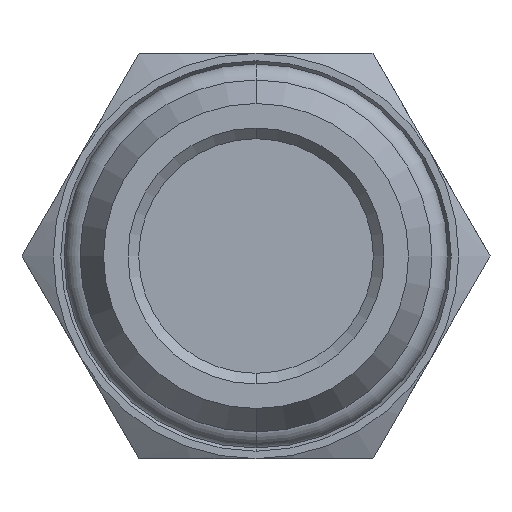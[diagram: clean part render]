
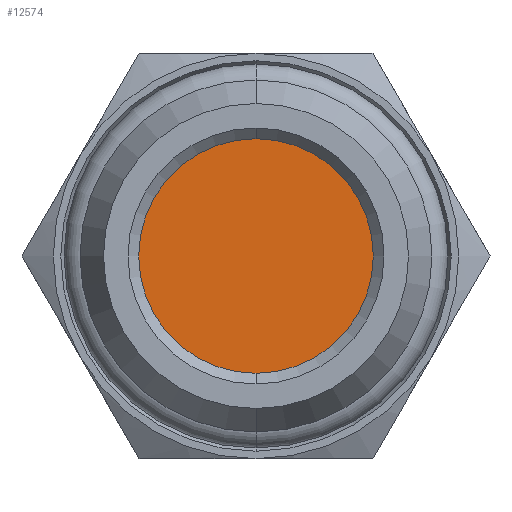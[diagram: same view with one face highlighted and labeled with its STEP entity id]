
A CAD part, front view. The second image highlights one B-rep face of the part: STEP entity #12574.
In plain terms, the highlighted planar face has unit normal (0, -1, 0).
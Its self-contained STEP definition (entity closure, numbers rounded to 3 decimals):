
#1588 = CARTESIAN_POINT ( 'NONE',  ( 0., 1.604, -5.5 ) ) ;
#1601 = EDGE_LOOP ( 'NONE', ( #1894, #1895 ) ) ;
#1894 = ORIENTED_EDGE ( 'NONE', *, *, #12339, .F. ) ;
#1895 = ORIENTED_EDGE ( 'NONE', *, *, #20784, .F. ) ;
#3619 = CIRCLE ( 'NONE', #20825, 5.5 ) ;
#3854 = VERTEX_POINT ( 'NONE', #1588 ) ;
#3857 = VERTEX_POINT ( 'NONE', #8492 ) ;
#6556 = AXIS2_PLACEMENT_3D ( 'NONE', #13707, #13708, #13709 ) ;
#6916 = AXIS2_PLACEMENT_3D ( 'NONE', #20886, #20887, #20888 ) ;
#8492 = CARTESIAN_POINT ( 'NONE',  ( 0., 1.604, 5.5 ) ) ;
#12339 = EDGE_CURVE ( 'NONE', #3854, #3857, #3619, .T. ) ;
#12574 = ADVANCED_FACE ( 'NONE', ( #21491 ), #13699, .T. ) ;
#13699 = PLANE ( 'NONE',  #6556 ) ;
#13707 = CARTESIAN_POINT ( 'NONE',  ( 0., 1.604, 0. ) ) ;
#13708 = DIRECTION ( 'NONE',  ( 0., -1., 0. ) ) ;
#13709 = DIRECTION ( 'NONE',  ( 0., 0., -1. ) ) ;
#15515 = CARTESIAN_POINT ( 'NONE',  ( 0., 1.604, 0. ) ) ;
#15516 = DIRECTION ( 'NONE',  ( 0., 1., 0. ) ) ;
#15517 = DIRECTION ( 'NONE',  ( 0., 0., -1. ) ) ;
#20682 = CIRCLE ( 'NONE', #6916, 5.5 ) ;
#20784 = EDGE_CURVE ( 'NONE', #3857, #3854, #20682, .T. ) ;
#20825 = AXIS2_PLACEMENT_3D ( 'NONE', #15515, #15516, #15517 ) ;
#20886 = CARTESIAN_POINT ( 'NONE',  ( 0., 1.604, 0. ) ) ;
#20887 = DIRECTION ( 'NONE',  ( 0., 1., 0. ) ) ;
#20888 = DIRECTION ( 'NONE',  ( 0., 0., -1. ) ) ;
#21491 = FACE_OUTER_BOUND ( 'NONE', #1601, .T. ) ;
